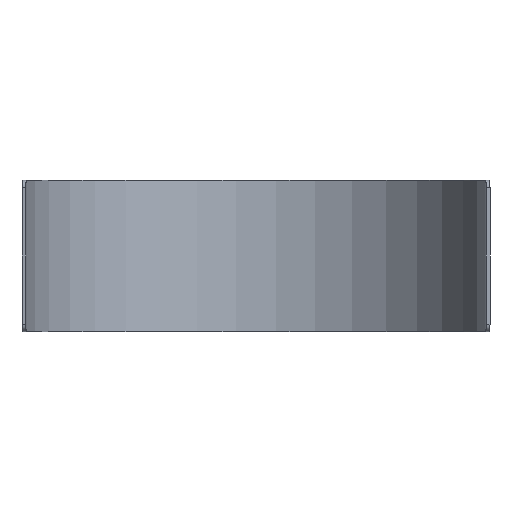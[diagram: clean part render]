
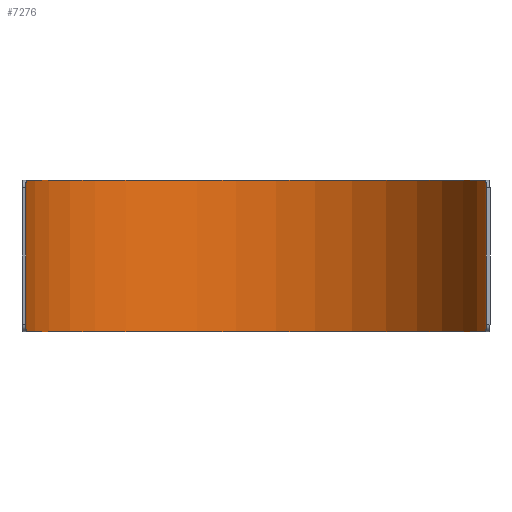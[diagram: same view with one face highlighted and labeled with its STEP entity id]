
A CAD part, front view. The second image highlights one B-rep face of the part: STEP entity #7276.
In plain terms, the highlighted cylindrical face has radius 30.5 mm (diameter 61 mm), a partial arc.
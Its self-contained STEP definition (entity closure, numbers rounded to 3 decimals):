
#85 = DIRECTION ( 'NONE',  ( 0., 0., -1. ) ) ;
#180 = CARTESIAN_POINT ( 'NONE',  ( -30.339, 3.133, -9.891 ) ) ;
#220 = CARTESIAN_POINT ( 'NONE',  ( -30.28, 3.653, -10. ) ) ;
#400 = DIRECTION ( 'NONE',  ( -1., 0., 0. ) ) ;
#472 = EDGE_CURVE ( 'NONE', #4082, #3135, #1849, .T. ) ;
#837 = CARTESIAN_POINT ( 'NONE',  ( -30.373, 2.784, -9.504 ) ) ;
#943 = CARTESIAN_POINT ( 'NONE',  ( 30.337, 3.152, -9.874 ) ) ;
#1061 = ORIENTED_EDGE ( 'NONE', *, *, #472, .F. ) ;
#1065 = CARTESIAN_POINT ( 'NONE',  ( 0., 0., -10. ) ) ;
#1068 = CARTESIAN_POINT ( 'NONE',  ( -30.28, 3.653, -10. ) ) ;
#1114 = CARTESIAN_POINT ( 'NONE',  ( 30.28, 3.653, 10. ) ) ;
#1156 = CARTESIAN_POINT ( 'NONE',  ( -30.337, 3.152, 9.874 ) ) ;
#1220 = CARTESIAN_POINT ( 'NONE',  ( -30.384, 2.658, 9. ) ) ;
#1241 = CARTESIAN_POINT ( 'NONE',  ( -30.384, 2.658, 9.264 ) ) ;
#1287 = CARTESIAN_POINT ( 'NONE',  ( 30.384, 2.658, 9.132 ) ) ;
#1319 = EDGE_CURVE ( 'NONE', #4827, #4243, #4066, .T. ) ;
#1333 = CARTESIAN_POINT ( 'NONE',  ( 30.366, 2.858, 9.615 ) ) ;
#1551 = CARTESIAN_POINT ( 'NONE',  ( 0., 0., 10. ) ) ;
#1849 = LINE ( 'NONE', #7889, #2630 ) ;
#1907 = CARTESIAN_POINT ( 'NONE',  ( -30.384, 2.658, -9. ) ) ;
#1917 = ORIENTED_EDGE ( 'NONE', *, *, #5603, .F. ) ;
#1956 = EDGE_LOOP ( 'NONE', ( #1061, #6002, #1917, #3627, #6853, #6188, #5675, #4782 ) ) ;
#1967 = CARTESIAN_POINT ( 'NONE',  ( 30.384, 2.658, 9. ) ) ;
#2316 = EDGE_CURVE ( 'NONE', #7326, #4827, #4272, .T. ) ;
#2583 = B_SPLINE_CURVE_WITH_KNOTS ( 'NONE', 3,
 ( #1967, #1287, #8684, #6598, #1333, #2669, #5355, #5932 ),
 .UNSPECIFIED., .F., .F.,
 ( 4, 2, 2, 4 ),
 ( 0., 0., 0.001, 0.002 ),
 .UNSPECIFIED. ) ;
#2630 = VECTOR ( 'NONE', #7230, 1000. ) ;
#2669 = CARTESIAN_POINT ( 'NONE',  ( 30.339, 3.133, 9.891 ) ) ;
#2800 = VERTEX_POINT ( 'NONE', #1068 ) ;
#2874 = CARTESIAN_POINT ( 'NONE',  ( 30.348, 3.042, -9.8 ) ) ;
#2910 = AXIS2_PLACEMENT_3D ( 'NONE', #7708, #4446, #7754 ) ;
#2959 = CARTESIAN_POINT ( 'NONE',  ( 30.384, 2.658, -9.264 ) ) ;
#3135 = VERTEX_POINT ( 'NONE', #6350 ) ;
#3183 = CARTESIAN_POINT ( 'NONE',  ( 30.384, 2.658, 9. ) ) ;
#3271 = CARTESIAN_POINT ( 'NONE',  ( -30.296, 3.522, 10. ) ) ;
#3403 = EDGE_CURVE ( 'NONE', #4082, #8211, #2583, .T. ) ;
#3498 = CYLINDRICAL_SURFACE ( 'NONE', #3621, 30.5 ) ;
#3532 = CARTESIAN_POINT ( 'NONE',  ( 30.375, 2.767, -9.523 ) ) ;
#3535 = B_SPLINE_CURVE_WITH_KNOTS ( 'NONE', 3,
 ( #3598, #3551, #5500, #837, #6214, #180, #6247, #220 ),
 .UNSPECIFIED., .F., .F.,
 ( 4, 2, 2, 4 ),
 ( 0., 0., 0.001, 0.002 ),
 .UNSPECIFIED. ) ;
#3551 = CARTESIAN_POINT ( 'NONE',  ( -30.384, 2.658, -9.132 ) ) ;
#3598 = CARTESIAN_POINT ( 'NONE',  ( -30.384, 2.658, -9. ) ) ;
#3621 = AXIS2_PLACEMENT_3D ( 'NONE', #1551, #85, #8142 ) ;
#3627 = ORIENTED_EDGE ( 'NONE', *, *, #2316, .T. ) ;
#3790 = CARTESIAN_POINT ( 'NONE',  ( 30.28, 3.653, -10. ) ) ;
#3887 = CARTESIAN_POINT ( 'NONE',  ( -30.375, 2.767, 9.523 ) ) ;
#3970 = EDGE_CURVE ( 'NONE', #6367, #3135, #8252, .T. ) ;
#4066 = LINE ( 'NONE', #6098, #5010 ) ;
#4082 = VERTEX_POINT ( 'NONE', #3183 ) ;
#4148 = DIRECTION ( 'NONE',  ( 0., 0., -1. ) ) ;
#4243 = VERTEX_POINT ( 'NONE', #1907 ) ;
#4272 = B_SPLINE_CURVE_WITH_KNOTS ( 'NONE', 3,
 ( #6635, #3271, #7197, #1156, #7898, #3887, #1241, #7985 ),
 .UNSPECIFIED., .F., .F.,
 ( 4, 2, 2, 4 ),
 ( 0., 0., 0.001, 0.002 ),
 .UNSPECIFIED. ) ;
#4446 = DIRECTION ( 'NONE',  ( 0., 0., -1. ) ) ;
#4782 = ORIENTED_EDGE ( 'NONE', *, *, #3970, .T. ) ;
#4827 = VERTEX_POINT ( 'NONE', #1220 ) ;
#5010 = VECTOR ( 'NONE', #4148, 1000. ) ;
#5355 = CARTESIAN_POINT ( 'NONE',  ( 30.312, 3.391, 10. ) ) ;
#5500 = CARTESIAN_POINT ( 'NONE',  ( -30.382, 2.684, -9.262 ) ) ;
#5603 = EDGE_CURVE ( 'NONE', #7326, #8211, #8131, .T. ) ;
#5641 = EDGE_CURVE ( 'NONE', #2800, #6367, #6302, .T. ) ;
#5675 = ORIENTED_EDGE ( 'NONE', *, *, #5641, .T. ) ;
#5932 = CARTESIAN_POINT ( 'NONE',  ( 30.28, 3.653, 10. ) ) ;
#6002 = ORIENTED_EDGE ( 'NONE', *, *, #3403, .T. ) ;
#6098 = CARTESIAN_POINT ( 'NONE',  ( -30.384, 2.658, 10. ) ) ;
#6152 = CARTESIAN_POINT ( 'NONE',  ( 30.28, 3.653, -10. ) ) ;
#6188 = ORIENTED_EDGE ( 'NONE', *, *, #7859, .T. ) ;
#6214 = CARTESIAN_POINT ( 'NONE',  ( -30.366, 2.858, -9.615 ) ) ;
#6247 = CARTESIAN_POINT ( 'NONE',  ( -30.312, 3.391, -10. ) ) ;
#6302 = CIRCLE ( 'NONE', #7424, 30.5 ) ;
#6350 = CARTESIAN_POINT ( 'NONE',  ( 30.384, 2.658, -9. ) ) ;
#6367 = VERTEX_POINT ( 'NONE', #3790 ) ;
#6445 = DIRECTION ( 'NONE',  ( 0., 0., -1. ) ) ;
#6598 = CARTESIAN_POINT ( 'NONE',  ( 30.373, 2.784, 9.504 ) ) ;
#6635 = CARTESIAN_POINT ( 'NONE',  ( -30.28, 3.653, 10. ) ) ;
#6785 = FACE_OUTER_BOUND ( 'NONE', #1956, .T. ) ;
#6853 = ORIENTED_EDGE ( 'NONE', *, *, #1319, .T. ) ;
#6891 = CARTESIAN_POINT ( 'NONE',  ( 30.311, 3.393, -9.974 ) ) ;
#7197 = CARTESIAN_POINT ( 'NONE',  ( -30.311, 3.393, 9.974 ) ) ;
#7230 = DIRECTION ( 'NONE',  ( 0., 0., -1. ) ) ;
#7276 = ADVANCED_FACE ( 'NONE', ( #6785 ), #3498, .F. ) ;
#7326 = VERTEX_POINT ( 'NONE', #7475 ) ;
#7424 = AXIS2_PLACEMENT_3D ( 'NONE', #1065, #6445, #400 ) ;
#7475 = CARTESIAN_POINT ( 'NONE',  ( -30.28, 3.653, 10. ) ) ;
#7553 = CARTESIAN_POINT ( 'NONE',  ( 30.296, 3.522, -10. ) ) ;
#7591 = CARTESIAN_POINT ( 'NONE',  ( 30.384, 2.658, -9. ) ) ;
#7708 = CARTESIAN_POINT ( 'NONE',  ( 0., 0., 10. ) ) ;
#7754 = DIRECTION ( 'NONE',  ( -1., 0., 0. ) ) ;
#7859 = EDGE_CURVE ( 'NONE', #4243, #2800, #3535, .T. ) ;
#7889 = CARTESIAN_POINT ( 'NONE',  ( 30.384, 2.658, 10. ) ) ;
#7898 = CARTESIAN_POINT ( 'NONE',  ( -30.348, 3.042, 9.8 ) ) ;
#7985 = CARTESIAN_POINT ( 'NONE',  ( -30.384, 2.658, 9. ) ) ;
#8131 = CIRCLE ( 'NONE', #2910, 30.5 ) ;
#8142 = DIRECTION ( 'NONE',  ( -1., 0., 0. ) ) ;
#8211 = VERTEX_POINT ( 'NONE', #1114 ) ;
#8252 = B_SPLINE_CURVE_WITH_KNOTS ( 'NONE', 3,
 ( #6152, #7553, #6891, #943, #2874, #3532, #2959, #7591 ),
 .UNSPECIFIED., .F., .F.,
 ( 4, 2, 2, 4 ),
 ( 0., 0., 0.001, 0.002 ),
 .UNSPECIFIED. ) ;
#8684 = CARTESIAN_POINT ( 'NONE',  ( 30.382, 2.684, 9.262 ) ) ;
